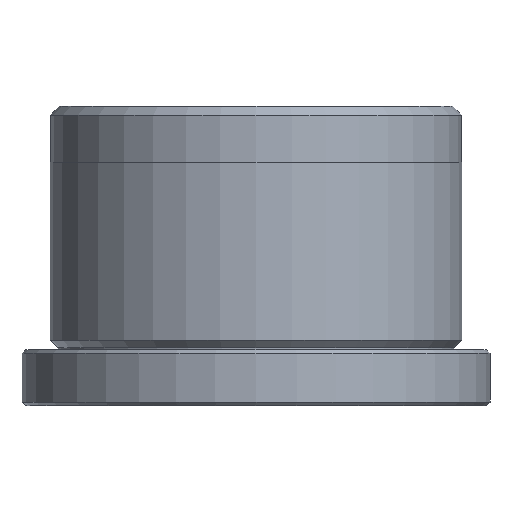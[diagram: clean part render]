
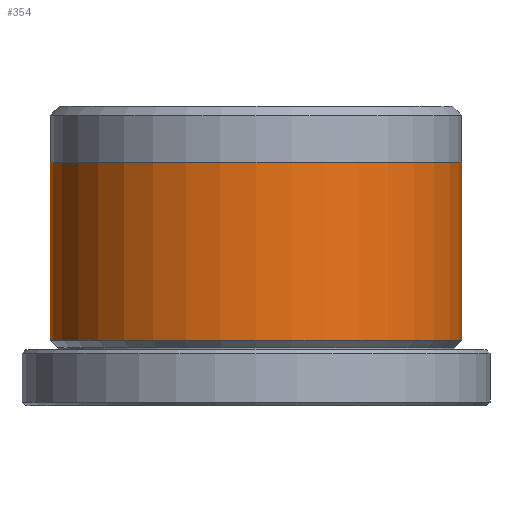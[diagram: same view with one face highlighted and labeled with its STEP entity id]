
A CAD part, front view. The second image highlights one B-rep face of the part: STEP entity #354.
In plain terms, the highlighted cylindrical face has radius 11 mm (diameter 22 mm), a partial arc.
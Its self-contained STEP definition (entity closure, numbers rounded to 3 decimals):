
#6 = DIRECTION ( 'NONE',  ( 0., 0., -1. ) ) ;
#10 = CARTESIAN_POINT ( 'NONE',  ( 0., 0., 3.5 ) ) ;
#15 = DIRECTION ( 'NONE',  ( -1., 0., 0. ) ) ;
#41 = DIRECTION ( 'NONE',  ( 0., 0., -1. ) ) ;
#52 = CARTESIAN_POINT ( 'NONE',  ( -11., 0., 13. ) ) ;
#93 = CARTESIAN_POINT ( 'NONE',  ( -11., 0., 16. ) ) ;
#137 = CARTESIAN_POINT ( 'NONE',  ( 0., 0., 16. ) ) ;
#166 = CARTESIAN_POINT ( 'NONE',  ( 11., 0., 16. ) ) ;
#195 = DIRECTION ( 'NONE',  ( 0., 0., -1. ) ) ;
#334 = VERTEX_POINT ( 'NONE', #52 ) ;
#344 = EDGE_CURVE ( 'NONE', #967, #1038, #621, .T. ) ;
#354 = ADVANCED_FACE ( 'NONE', ( #2227 ), #2705, .T. ) ;
#363 = CIRCLE ( 'NONE', #2098, 11. ) ;
#366 = DIRECTION ( 'NONE',  ( 1., 0., 0. ) ) ;
#378 = VERTEX_POINT ( 'NONE', #2329 ) ;
#414 = AXIS2_PLACEMENT_3D ( 'NONE', #10, #6, #2133 ) ;
#470 = EDGE_CURVE ( 'NONE', #334, #378, #363, .T. ) ;
#480 = DIRECTION ( 'NONE',  ( 0., 0., -1. ) ) ;
#571 = DIRECTION ( 'NONE',  ( 0., 0., 1. ) ) ;
#608 = ORIENTED_EDGE ( 'NONE', *, *, #870, .T. ) ;
#621 = CIRCLE ( 'NONE', #414, 11. ) ;
#782 = CARTESIAN_POINT ( 'NONE',  ( 0., 0., 13. ) ) ;
#822 = LINE ( 'NONE', #93, #1882 ) ;
#861 = EDGE_LOOP ( 'NONE', ( #1092, #1467, #608, #1987 ) ) ;
#865 = EDGE_CURVE ( 'NONE', #378, #967, #1938, .T. ) ;
#870 = EDGE_CURVE ( 'NONE', #334, #1038, #822, .T. ) ;
#967 = VERTEX_POINT ( 'NONE', #2121 ) ;
#1038 = VERTEX_POINT ( 'NONE', #1796 ) ;
#1092 = ORIENTED_EDGE ( 'NONE', *, *, #865, .F. ) ;
#1116 = AXIS2_PLACEMENT_3D ( 'NONE', #137, #41, #15 ) ;
#1397 = VECTOR ( 'NONE', #195, 1000. ) ;
#1467 = ORIENTED_EDGE ( 'NONE', *, *, #470, .F. ) ;
#1796 = CARTESIAN_POINT ( 'NONE',  ( -11., 0., 3.5 ) ) ;
#1882 = VECTOR ( 'NONE', #480, 1000. ) ;
#1938 = LINE ( 'NONE', #166, #1397 ) ;
#1987 = ORIENTED_EDGE ( 'NONE', *, *, #344, .F. ) ;
#2098 = AXIS2_PLACEMENT_3D ( 'NONE', #782, #571, #366 ) ;
#2121 = CARTESIAN_POINT ( 'NONE',  ( 11., 0., 3.5 ) ) ;
#2133 = DIRECTION ( 'NONE',  ( -1., 0., 0. ) ) ;
#2227 = FACE_OUTER_BOUND ( 'NONE', #861, .T. ) ;
#2329 = CARTESIAN_POINT ( 'NONE',  ( 11., 0., 13. ) ) ;
#2705 = CYLINDRICAL_SURFACE ( 'NONE', #1116, 11. ) ;
